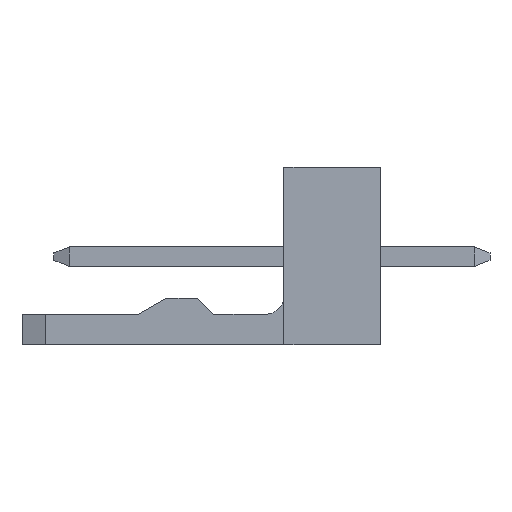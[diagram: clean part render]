
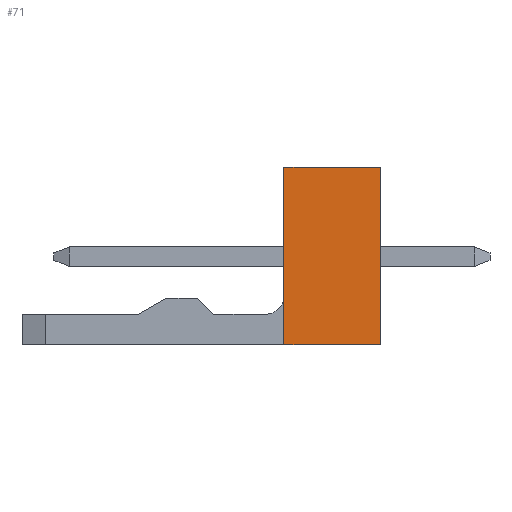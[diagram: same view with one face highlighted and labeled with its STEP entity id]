
A CAD part, left-side view. The second image highlights one B-rep face of the part: STEP entity #71.
In plain terms, the highlighted planar face has unit normal (-1, 0, 0).
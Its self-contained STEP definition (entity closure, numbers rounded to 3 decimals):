
#71=ADVANCED_FACE('',(#402),#403,.F.);
#402=FACE_OUTER_BOUND('',#1078,.T.);
#403=PLANE('',#1079);
#1078=EDGE_LOOP('',(#1754,#1755,#1756,#1757));
#1079=AXIS2_PLACEMENT_3D('',#1758,#1759,#1760);
#1754=ORIENTED_EDGE('',*,*,#4316,.F.);
#1755=ORIENTED_EDGE('',*,*,#4317,.F.);
#1756=ORIENTED_EDGE('',*,*,#4318,.F.);
#1757=ORIENTED_EDGE('',*,*,#4319,.F.);
#1758=CARTESIAN_POINT('',(-11.43,0.0,0.0));
#1759=DIRECTION('',(1.0,0.0,0.0));
#1760=DIRECTION('',(0.0,1.0,0.0));
#4316=EDGE_CURVE('',#5174,#5175,#5176,.T.);
#4317=EDGE_CURVE('',#5177,#5174,#5178,.T.);
#4318=EDGE_CURVE('',#5179,#5177,#5180,.T.);
#4319=EDGE_CURVE('',#5175,#5179,#5181,.T.);
#5174=VERTEX_POINT('',#6490);
#5175=VERTEX_POINT('',#6491);
#5176=LINE('',#6492,#6493);
#5177=VERTEX_POINT('',#6494);
#5178=LINE('',#6495,#6496);
#5179=VERTEX_POINT('',#6497);
#5180=LINE('',#6498,#6499);
#5181=LINE('',#6500,#6501);
#6490=CARTESIAN_POINT('',(-11.43,1.58,-2.9));
#6491=CARTESIAN_POINT('',(-11.43,1.58,2.9));
#6492=CARTESIAN_POINT('',(-11.43,1.58,-2.9));
#6493=VECTOR('',#8606,5.8);
#6494=CARTESIAN_POINT('',(-11.43,-1.58,-2.9));
#6495=CARTESIAN_POINT('',(-11.43,-1.58,-2.9));
#6496=VECTOR('',#8607,3.16);
#6497=CARTESIAN_POINT('',(-11.43,-1.58,2.9));
#6498=CARTESIAN_POINT('',(-11.43,-1.58,2.9));
#6499=VECTOR('',#8608,5.8);
#6500=CARTESIAN_POINT('',(-11.43,1.58,2.9));
#6501=VECTOR('',#8609,3.16);
#8606=DIRECTION('',(0.0,0.0,1.0));
#8607=DIRECTION('',(0.0,1.0,0.0));
#8608=DIRECTION('',(0.0,0.0,-1.0));
#8609=DIRECTION('',(0.0,-1.0,0.0));
